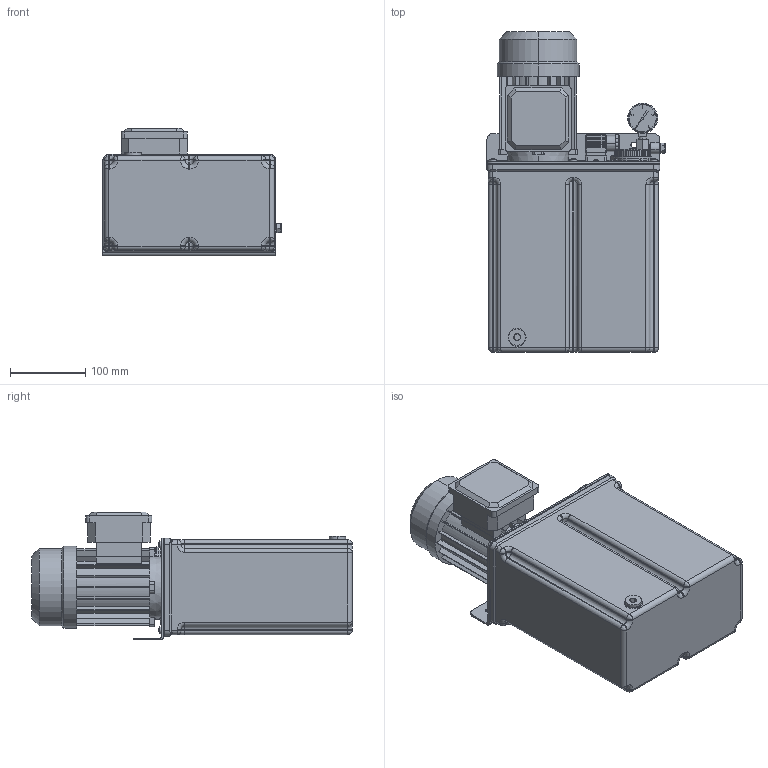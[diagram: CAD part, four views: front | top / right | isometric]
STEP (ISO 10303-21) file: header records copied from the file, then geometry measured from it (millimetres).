
FILE_DESCRIPTION (( 'STEP AP214' ), '1' );
FILE_NAME ('MPT-6.STEP', '2012-03-02T09:26:35', ( '.' ), ( '.' ), 'SwSTEP 2.0', 'SolidWorks 2011', '' );
FILE_SCHEMA (( 'AUTOMOTIVE_DESIGN' ));
Length unit declared in the file: millimetre
Products named in the file (1): MPT-6
Bounding box: 236.84 x 426.5 x 170 mm (x, y, z)
Volume: 1692954 mm3; surface area: 666555.6 mm2
Topology: 25 solids, 27 shells, 1783 faces, 4521 edges, 2847 vertices
Faces by surface type: plane 840, cylinder 589, cone 142, torus 134, bspline 54, sphere 24
Entity records: 77545 total; most frequent: CARTESIAN_POINT 14103, DIRECTION 9259, ORIENTED_EDGE 9002, EDGE_CURVE 4501, AXIS2_PLACEMENT_3D 3369, VERTEX_POINT 2849, VECTOR 2521, LINE 2521
